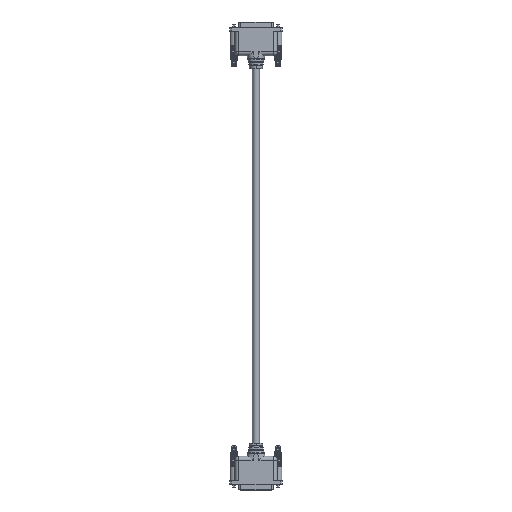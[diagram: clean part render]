
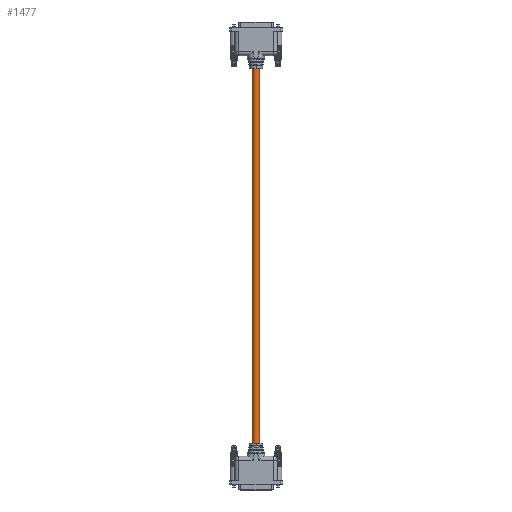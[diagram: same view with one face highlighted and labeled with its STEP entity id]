
A CAD part, top view. The second image highlights one B-rep face of the part: STEP entity #1477.
In plain terms, the highlighted cylindrical face has radius 3.75 mm (diameter 7.5 mm), a partial arc.
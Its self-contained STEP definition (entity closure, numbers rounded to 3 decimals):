
#20 = DIRECTION ( 'NONE',  ( 0., 0., -1. ) ) ;
#37 = DIRECTION ( 'NONE',  ( -1., 0., 0. ) ) ;
#736 = CARTESIAN_POINT ( 'NONE',  ( 0., 0., 200. ) ) ;
#1314 = EDGE_CURVE ( 'NONE', #1862, #1849, #11261, .T. ) ;
#1338 = EDGE_CURVE ( 'NONE', #1833, #1825, #11281, .T. ) ;
#1341 = EDGE_CURVE ( 'NONE', #1849, #1825, #11319, .T. ) ;
#1351 = EDGE_CURVE ( 'NONE', #1862, #1833, #11300, .T. ) ;
#1477 = ADVANCED_FACE ( 'NONE', ( #8838 ), #8850, .T. ) ;
#1825 = VERTEX_POINT ( 'NONE', #6674 ) ;
#1833 = VERTEX_POINT ( 'NONE', #6691 ) ;
#1849 = VERTEX_POINT ( 'NONE', #6702 ) ;
#1862 = VERTEX_POINT ( 'NONE', #6703 ) ;
#2185 = DIRECTION ( 'NONE',  ( 1., 0., 0. ) ) ;
#2212 = CARTESIAN_POINT ( 'NONE',  ( 0., 0., 200. ) ) ;
#2216 = DIRECTION ( 'NONE',  ( 0., 0., 1. ) ) ;
#2282 = CARTESIAN_POINT ( 'NONE',  ( -3.75, 0., 200. ) ) ;
#2291 = DIRECTION ( 'NONE',  ( 0., 0., 1. ) ) ;
#2295 = CARTESIAN_POINT ( 'NONE',  ( 0., 0., -200. ) ) ;
#2300 = DIRECTION ( 'NONE',  ( 0., 0., -1. ) ) ;
#2302 = DIRECTION ( 'NONE',  ( 1., 0., 0. ) ) ;
#2333 = DIRECTION ( 'NONE',  ( 0., 0., -1. ) ) ;
#2336 = CARTESIAN_POINT ( 'NONE',  ( 3.75, 0., 200. ) ) ;
#3597 = AXIS2_PLACEMENT_3D ( 'NONE', #2212, #2216, #2185 ) ;
#3677 = AXIS2_PLACEMENT_3D ( 'NONE', #2295, #2291, #2302 ) ;
#3748 = AXIS2_PLACEMENT_3D ( 'NONE', #736, #20, #37 ) ;
#6674 = CARTESIAN_POINT ( 'NONE',  ( -3.75, 0., -200. ) ) ;
#6691 = CARTESIAN_POINT ( 'NONE',  ( 3.75, 0., -200. ) ) ;
#6702 = CARTESIAN_POINT ( 'NONE',  ( -3.75, 0., 200. ) ) ;
#6703 = CARTESIAN_POINT ( 'NONE',  ( 3.75, 0., 200. ) ) ;
#7401 = ORIENTED_EDGE ( 'NONE', *, *, #1341, .F. ) ;
#7424 = ORIENTED_EDGE ( 'NONE', *, *, #1314, .F. ) ;
#7432 = ORIENTED_EDGE ( 'NONE', *, *, #1338, .T. ) ;
#7507 = ORIENTED_EDGE ( 'NONE', *, *, #1351, .T. ) ;
#8838 = FACE_OUTER_BOUND ( 'NONE', #10932, .T. ) ;
#8850 = CYLINDRICAL_SURFACE ( 'NONE', #3748, 3.75 ) ;
#10932 = EDGE_LOOP ( 'NONE', ( #7424, #7507, #7432, #7401 ) ) ;
#11261 = CIRCLE ( 'NONE', #3597, 3.75 ) ;
#11281 = CIRCLE ( 'NONE', #3677, 3.75 ) ;
#11300 = LINE ( 'NONE', #2336, #11372 ) ;
#11319 = LINE ( 'NONE', #2282, #11323 ) ;
#11323 = VECTOR ( 'NONE', #2300, 1000. ) ;
#11372 = VECTOR ( 'NONE', #2333, 1000. ) ;
